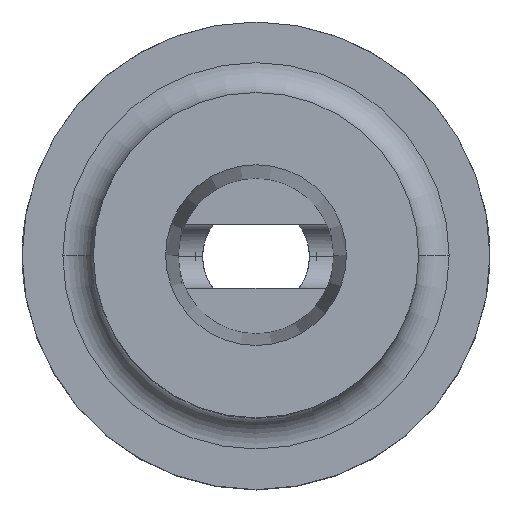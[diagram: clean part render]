
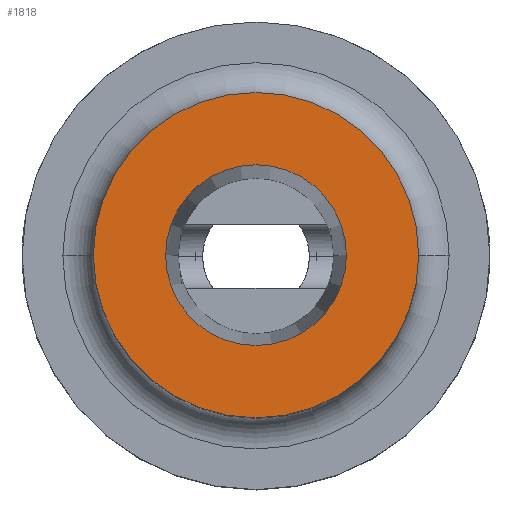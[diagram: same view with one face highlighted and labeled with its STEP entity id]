
A CAD part, top view. The second image highlights one B-rep face of the part: STEP entity #1818.
In plain terms, the highlighted planar face has unit normal (0, 0, 1).
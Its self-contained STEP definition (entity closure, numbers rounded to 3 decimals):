
#31 = FACE_OUTER_BOUND ( 'NONE', #1439, .T. ) ;
#147 = DIRECTION ( 'NONE',  ( 0., 0., 1. ) ) ;
#319 = EDGE_CURVE ( 'NONE', #907, #703, #1238, .T. ) ;
#331 = AXIS2_PLACEMENT_3D ( 'NONE', #438, #147, #1218 ) ;
#349 = EDGE_CURVE ( 'NONE', #1706, #472, #1779, .T. ) ;
#368 = CARTESIAN_POINT ( 'NONE',  ( 0., 0., 60. ) ) ;
#438 = CARTESIAN_POINT ( 'NONE',  ( 0., 16., 60. ) ) ;
#472 = VERTEX_POINT ( 'NONE', #2172 ) ;
#479 = ORIENTED_EDGE ( 'NONE', *, *, #1606, .T. ) ;
#516 = CARTESIAN_POINT ( 'NONE',  ( 0., 0., 60. ) ) ;
#555 = CARTESIAN_POINT ( 'NONE',  ( -16., 0., 60. ) ) ;
#676 = EDGE_LOOP ( 'NONE', ( #2121, #479 ) ) ;
#703 = VERTEX_POINT ( 'NONE', #2259 ) ;
#743 = CARTESIAN_POINT ( 'NONE',  ( 0., 0., 60. ) ) ;
#824 = CIRCLE ( 'NONE', #892, 16. ) ;
#875 = DIRECTION ( 'NONE',  ( -1., 0., 0. ) ) ;
#892 = AXIS2_PLACEMENT_3D ( 'NONE', #368, #1251, #1462 ) ;
#907 = VERTEX_POINT ( 'NONE', #2151 ) ;
#930 = DIRECTION ( 'NONE',  ( -1., 0., 0. ) ) ;
#1032 = AXIS2_PLACEMENT_3D ( 'NONE', #1895, #2051, #1716 ) ;
#1179 = CIRCLE ( 'NONE', #1771, 8.89 ) ;
#1218 = DIRECTION ( 'NONE',  ( 1., 0., 0. ) ) ;
#1238 = CIRCLE ( 'NONE', #1896, 8.89 ) ;
#1247 = FACE_BOUND ( 'NONE', #676, .T. ) ;
#1251 = DIRECTION ( 'NONE',  ( 0., 0., -1. ) ) ;
#1306 = DIRECTION ( 'NONE',  ( 0., 0., -1. ) ) ;
#1418 = DIRECTION ( 'NONE',  ( 0., 0., -1. ) ) ;
#1439 = EDGE_LOOP ( 'NONE', ( #1548, #1752 ) ) ;
#1462 = DIRECTION ( 'NONE',  ( -1., 0., 0. ) ) ;
#1548 = ORIENTED_EDGE ( 'NONE', *, *, #349, .F. ) ;
#1606 = EDGE_CURVE ( 'NONE', #703, #907, #1179, .T. ) ;
#1682 = EDGE_CURVE ( 'NONE', #472, #1706, #824, .T. ) ;
#1706 = VERTEX_POINT ( 'NONE', #555 ) ;
#1716 = DIRECTION ( 'NONE',  ( -1., 0., 0. ) ) ;
#1752 = ORIENTED_EDGE ( 'NONE', *, *, #1682, .F. ) ;
#1771 = AXIS2_PLACEMENT_3D ( 'NONE', #516, #1418, #875 ) ;
#1779 = CIRCLE ( 'NONE', #1032, 16. ) ;
#1818 = ADVANCED_FACE ( 'NONE', ( #1247, #31 ), #2198, .T. ) ;
#1895 = CARTESIAN_POINT ( 'NONE',  ( 0., 0., 60. ) ) ;
#1896 = AXIS2_PLACEMENT_3D ( 'NONE', #743, #1306, #930 ) ;
#2051 = DIRECTION ( 'NONE',  ( 0., 0., -1. ) ) ;
#2121 = ORIENTED_EDGE ( 'NONE', *, *, #319, .T. ) ;
#2151 = CARTESIAN_POINT ( 'NONE',  ( 8.89, 0., 60. ) ) ;
#2172 = CARTESIAN_POINT ( 'NONE',  ( 16., 0., 60. ) ) ;
#2198 = PLANE ( 'NONE',  #331 ) ;
#2259 = CARTESIAN_POINT ( 'NONE',  ( -8.89, 0., 60. ) ) ;
